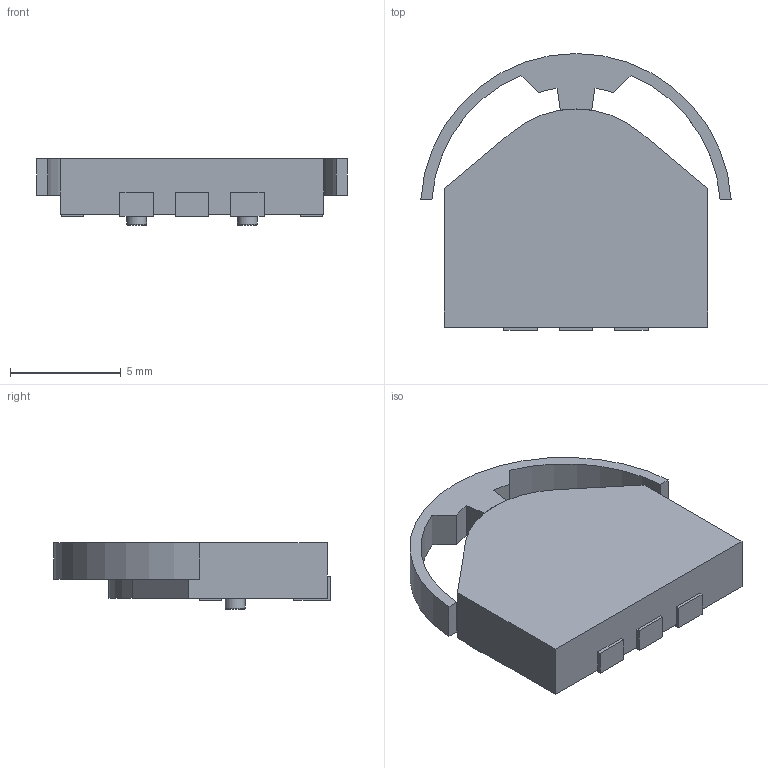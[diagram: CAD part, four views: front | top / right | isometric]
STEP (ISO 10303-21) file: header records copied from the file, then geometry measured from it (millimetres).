
FILE_DESCRIPTION(/* description */ ('STEP AP242','CAx-IF Rec.Pracs.---Representation and Presentation of Product Manufacturing Information (PMI)---4.0---2014-10-13','CAx-IF Rec.Pracs.---3D Tessellated Geometry---0.4---2014-09-14','2;1'),/* implementation_level */ '2;1');
FILE_NAME(/* name */ '67c42a0e51defd3fce2e2301',/* time_stamp */ '2025-03-02T09:51:11Z',/* author */ (''),/* organization */ (''),/* preprocessor_version */ 'ST-DEVELOPER v20',/* originating_system */ 'ONSHAPE BY PTC INC, 1.194',/* authorisation */ ' ');
FILE_SCHEMA (('AP242_MANAGED_MODEL_BASED_3D_ENGINEERING_MIM_LF { 1 0 10303 442 1 1 4 }'));
Length unit declared in the file: metre
Products named in the file (7): Part 7; Bse; stick; Part 3; Part 4; Part 5; Part 6
Bounding box: 14 x 12.49 x 3 mm (x, y, z)
Volume: 281.2 mm3; surface area: 437.5 mm2
Topology: 7 solids, 7 shells, 64 faces, 142 edges, 94 vertices
Faces by surface type: plane 53, cylinder 9, torus 2
Full cylindrical faces by diameter (mm): 0.9 x2
Entity records: 1904 total; most frequent: CARTESIAN_POINT 303, DIRECTION 300, ORIENTED_EDGE 276, EDGE_CURVE 138, LINE 118, VECTOR 118, VERTEX_POINT 94, AXIS2_PLACEMENT_3D 91
